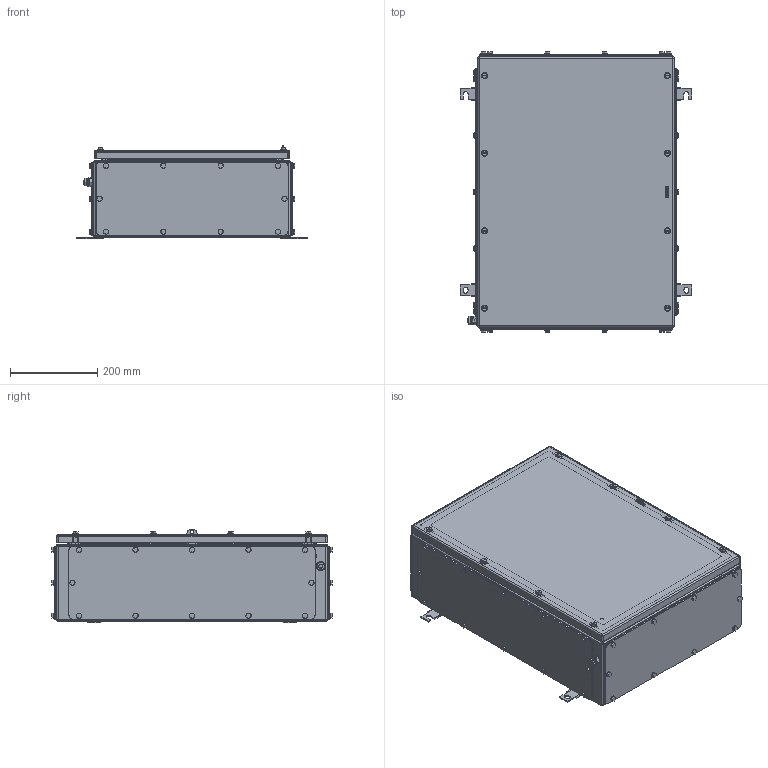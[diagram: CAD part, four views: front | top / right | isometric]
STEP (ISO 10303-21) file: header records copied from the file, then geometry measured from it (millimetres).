
FILE_DESCRIPTION(('CATIA V5 STEP Exchange','CAx-IF Rec.Pracs.--- Model Styling and Organization---1.4--- 2014-01-23'),'2;1');
FILE_NAME ('008578-6_2_1195390000_1195390000.stp','2019-07-19T06:13:32+00:00',('none'),('Weidmueller'),'CATIA Version 5-6 Release 2016 SP3 HF44','CATIA V5 STEP AP214','none');
FILE_SCHEMA(('AUTOMOTIVE_DESIGN { 1 0 10303 214 1 1 1 1 }'));
Products named in the file (1): 1195390000
Bounding box: 531 x 642 x 215 mm (x, y, z)
Volume: 2745399.7 mm3; surface area: 2740681.3 mm2
Topology: 144 solids, 144 shells, 3701 faces, 8612 edges, 5260 vertices
Faces by surface type: cylinder 1689, plane 1432, cone 280, torus 148, sphere 112, bspline 40
Entity records: 103046 total; most frequent: CARTESIAN_POINT 24415, ORIENTED_EDGE 16784, DIRECTION 13455, EDGE_CURVE 8392, AXIS2_PLACEMENT_3D 6058, VERTEX_POINT 5260, VECTOR 4592, LINE 4592
